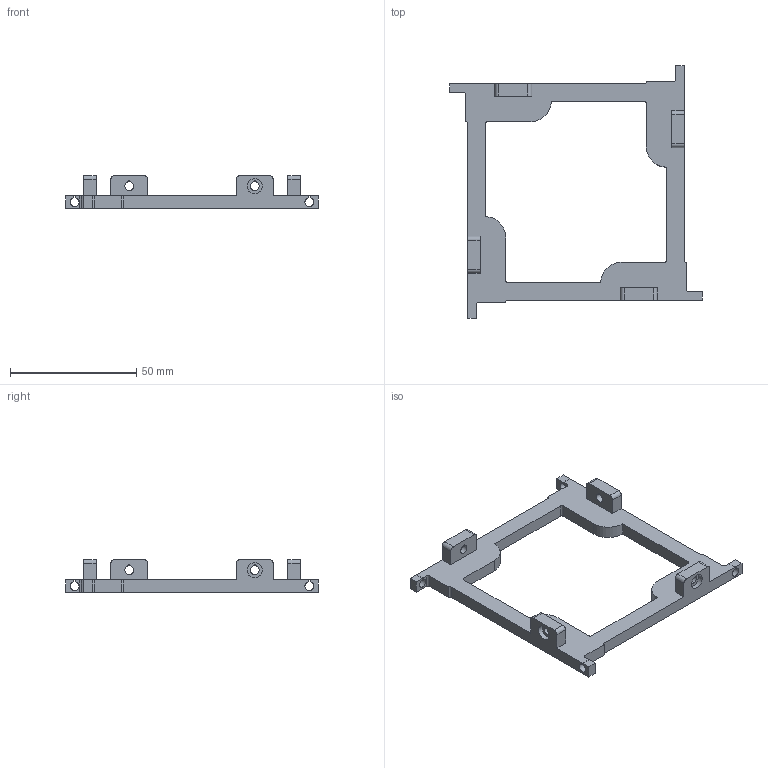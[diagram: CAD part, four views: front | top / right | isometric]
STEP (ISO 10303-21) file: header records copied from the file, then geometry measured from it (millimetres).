
FILE_DESCRIPTION(('FreeCAD Model'),'2;1');
FILE_NAME('Open CASCADE Shape Model','2024-04-18T19:43:51',(''),(''), 'Open CASCADE STEP processor 7.6','FreeCAD','Unknown');
FILE_SCHEMA(('AUTOMOTIVE_DESIGN { 1 0 10303 214 1 1 1 1 }'));
Length unit declared in the file: millimetre
Products named in the file (1): Body
Bounding box: 100 x 100 x 13 mm (x, y, z)
Volume: 17365.2 mm3; surface area: 11088.8 mm2
Topology: 1 solids, 1 shells, 114 faces, 324 edges, 216 vertices
Faces by surface type: plane 78, cylinder 36
Full cylindrical faces by diameter (mm): 6 x4
Entity records: 3760 total; most frequent: CARTESIAN_POINT 655, ORIENTED_EDGE 648, DIRECTION 626, EDGE_CURVE 324, LINE 252, VECTOR 252, VERTEX_POINT 216, AXIS2_PLACEMENT_3D 187
